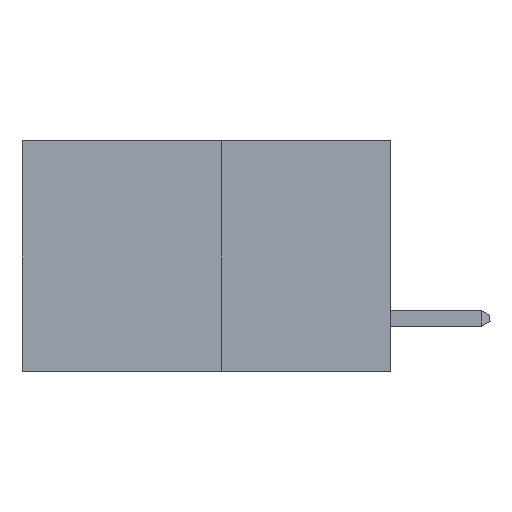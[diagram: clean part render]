
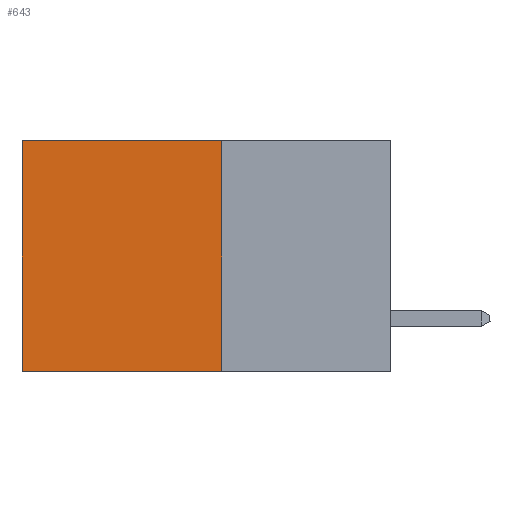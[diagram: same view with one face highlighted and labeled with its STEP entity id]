
A CAD part, left-side view. The second image highlights one B-rep face of the part: STEP entity #643.
In plain terms, the highlighted planar face has unit normal (-1, 0, 0).
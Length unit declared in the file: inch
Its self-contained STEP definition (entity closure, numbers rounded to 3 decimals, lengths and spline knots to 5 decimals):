
#247 = CARTESIAN_POINT ( 'NONE',  ( 0.277, 0.27, 0. ) ) ;
#494 = CARTESIAN_POINT ( 'NONE',  ( 0.277, 0.59, -0.37 ) ) ;
#643 = ADVANCED_FACE ( 'NONE', ( #3059 ), #14332, .F. ) ;
#711 = EDGE_CURVE ( 'NONE', #7172, #5492, #16268, .T. ) ;
#833 = ORIENTED_EDGE ( 'NONE', *, *, #2563, .T. ) ;
#987 = VERTEX_POINT ( 'NONE', #9958 ) ;
#1594 = EDGE_CURVE ( 'NONE', #1873, #7172, #12458, .T. ) ;
#1873 = VERTEX_POINT ( 'NONE', #247 ) ;
#1996 = CARTESIAN_POINT ( 'NONE',  ( 0.277, 0.27, -0.37 ) ) ;
#2054 = DIRECTION ( 'NONE',  ( 0., 0., -1. ) ) ;
#2162 = LINE ( 'NONE', #2441, #9166 ) ;
#2435 = ORIENTED_EDGE ( 'NONE', *, *, #7938, .T. ) ;
#2441 = CARTESIAN_POINT ( 'NONE',  ( 0.277, 0.59, -0.37 ) ) ;
#2563 = EDGE_CURVE ( 'NONE', #1873, #987, #14889, .T. ) ;
#3045 = CARTESIAN_POINT ( 'NONE',  ( 0.277, 0.27, 0. ) ) ;
#3059 = FACE_OUTER_BOUND ( 'NONE', #17021, .T. ) ;
#4240 = CARTESIAN_POINT ( 'NONE',  ( 0.277, 0.27, -0.37 ) ) ;
#5388 = VECTOR ( 'NONE', #8946, 39.37008 ) ;
#5492 = VERTEX_POINT ( 'NONE', #494 ) ;
#7172 = VERTEX_POINT ( 'NONE', #1996 ) ;
#7885 = ORIENTED_EDGE ( 'NONE', *, *, #1594, .F. ) ;
#7938 = EDGE_CURVE ( 'NONE', #987, #5492, #2162, .T. ) ;
#8341 = DIRECTION ( 'NONE',  ( 0., 0., -1. ) ) ;
#8719 = VECTOR ( 'NONE', #12283, 39.37008 ) ;
#8946 = DIRECTION ( 'NONE',  ( 0., 0., -1. ) ) ;
#9166 = VECTOR ( 'NONE', #2054, 39.37008 ) ;
#9958 = CARTESIAN_POINT ( 'NONE',  ( 0.277, 0.59, 0. ) ) ;
#10687 = VECTOR ( 'NONE', #17202, 39.37008 ) ;
#11608 = CARTESIAN_POINT ( 'NONE',  ( 0.277, 0.27, -0.37 ) ) ;
#12283 = DIRECTION ( 'NONE',  ( 0., 1., 0. ) ) ;
#12458 = LINE ( 'NONE', #15869, #5388 ) ;
#13454 = AXIS2_PLACEMENT_3D ( 'NONE', #11608, #14285, #8341 ) ;
#14285 = DIRECTION ( 'NONE',  ( 1., 0., 0. ) ) ;
#14332 = PLANE ( 'NONE',  #13454 ) ;
#14559 = ORIENTED_EDGE ( 'NONE', *, *, #711, .F. ) ;
#14889 = LINE ( 'NONE', #3045, #10687 ) ;
#15869 = CARTESIAN_POINT ( 'NONE',  ( 0.277, 0.27, -0.37 ) ) ;
#16268 = LINE ( 'NONE', #4240, #8719 ) ;
#17021 = EDGE_LOOP ( 'NONE', ( #2435, #14559, #7885, #833 ) ) ;
#17202 = DIRECTION ( 'NONE',  ( 0., 1., 0. ) ) ;
